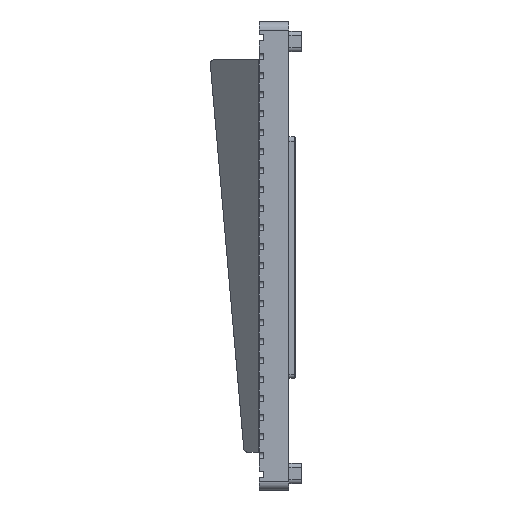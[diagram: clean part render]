
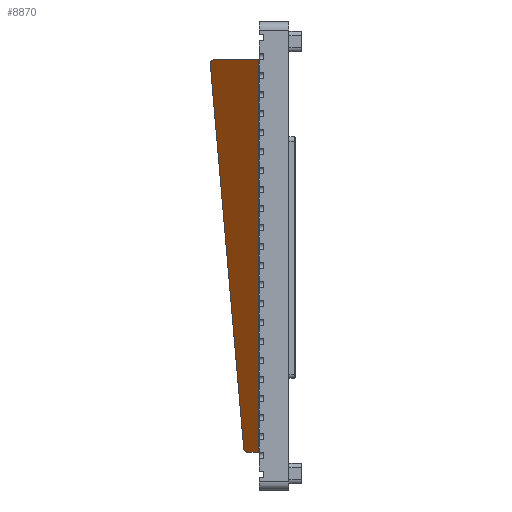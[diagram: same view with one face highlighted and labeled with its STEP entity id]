
A CAD part, left-side view. The second image highlights one B-rep face of the part: STEP entity #8870.
In plain terms, the highlighted planar face has unit normal (-0.707, 0.707, 0).
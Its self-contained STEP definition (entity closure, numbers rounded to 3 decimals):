
#19=ELLIPSE('',#9656,1.414,1.);
#20=ELLIPSE('',#9657,1.414,1.);
#302=PLANE('',#9655);
#729=FACE_OUTER_BOUND('',#1216,.T.);
#1216=EDGE_LOOP('',(#7460,#7461,#7462,#7463,#7464,#7465));
#1520=LINE('',#13023,#2474);
#1536=LINE('',#13068,#2490);
#1711=LINE('',#13583,#2665);
#2088=LINE('',#14573,#3042);
#2474=VECTOR('',#10355,1000.);
#2490=VECTOR('',#10389,1000.);
#2665=VECTOR('',#10962,1000.);
#3042=VECTOR('',#11891,1000.);
#3832=VERTEX_POINT('',#13020);
#3833=VERTEX_POINT('',#13022);
#3852=VERTEX_POINT('',#13065);
#3853=VERTEX_POINT('',#13067);
#3993=VERTEX_POINT('',#13580);
#3994=VERTEX_POINT('',#13582);
#4748=EDGE_CURVE('',#3832,#3833,#1520,.T.);
#4770=EDGE_CURVE('',#3852,#3853,#1536,.T.);
#5027=EDGE_CURVE('',#3993,#3994,#1711,.T.);
#5501=EDGE_CURVE('',#3853,#3832,#2088,.T.);
#5502=EDGE_CURVE('',#3994,#3852,#19,.T.);
#5503=EDGE_CURVE('',#3833,#3993,#20,.T.);
#7460=ORIENTED_EDGE('',*,*,#5501,.F.);
#7461=ORIENTED_EDGE('',*,*,#4770,.F.);
#7462=ORIENTED_EDGE('',*,*,#5502,.F.);
#7463=ORIENTED_EDGE('',*,*,#5027,.F.);
#7464=ORIENTED_EDGE('',*,*,#5503,.F.);
#7465=ORIENTED_EDGE('',*,*,#4748,.F.);
#8870=ADVANCED_FACE('',(#729),#302,.F.);
#9655=AXIS2_PLACEMENT_3D('',#14572,#11889,#11890);
#9656=AXIS2_PLACEMENT_3D('',#14574,#11892,#11893);
#9657=AXIS2_PLACEMENT_3D('',#14575,#11894,#11895);
#10355=DIRECTION('',(0.707,0.707,0.));
#10389=DIRECTION('',(-0.707,-0.707,0.));
#10962=DIRECTION('',(0.086,0.086,0.992));
#11889=DIRECTION('center_axis',(0.707,-0.707,0.));
#11890=DIRECTION('ref_axis',(0.,0.,-1.));
#11891=DIRECTION('',(0.,0.,-1.));
#11892=DIRECTION('center_axis',(0.707,-0.707,0.));
#11893=DIRECTION('ref_axis',(0.707,0.707,0.));
#11894=DIRECTION('center_axis',(0.707,-0.707,0.));
#11895=DIRECTION('ref_axis',(0.707,0.707,0.));
#13020=CARTESIAN_POINT('',(7.793,3.293,-102.));
#13022=CARTESIAN_POINT('',(10.183,5.683,-102.));
#13023=CARTESIAN_POINT('',(48.603,44.103,-102.));
#13065=CARTESIAN_POINT('',(18.109,13.609,-9.));
#13067=CARTESIAN_POINT('',(7.793,3.293,-9.));
#13068=CARTESIAN_POINT('',(48.603,44.103,-9.));
#13580=CARTESIAN_POINT('',(11.18,6.68,-101.087));
#13582=CARTESIAN_POINT('',(19.105,14.605,-10.087));
#13583=CARTESIAN_POINT('',(19.155,14.655,-9.517));
#14572=CARTESIAN_POINT('Origin',(19.018,14.518,-9.));
#14573=CARTESIAN_POINT('',(7.793,3.293,-54.));
#14574=CARTESIAN_POINT('Origin',(18.109,13.609,-10.));
#14575=CARTESIAN_POINT('Origin',(10.183,5.683,-101.));
